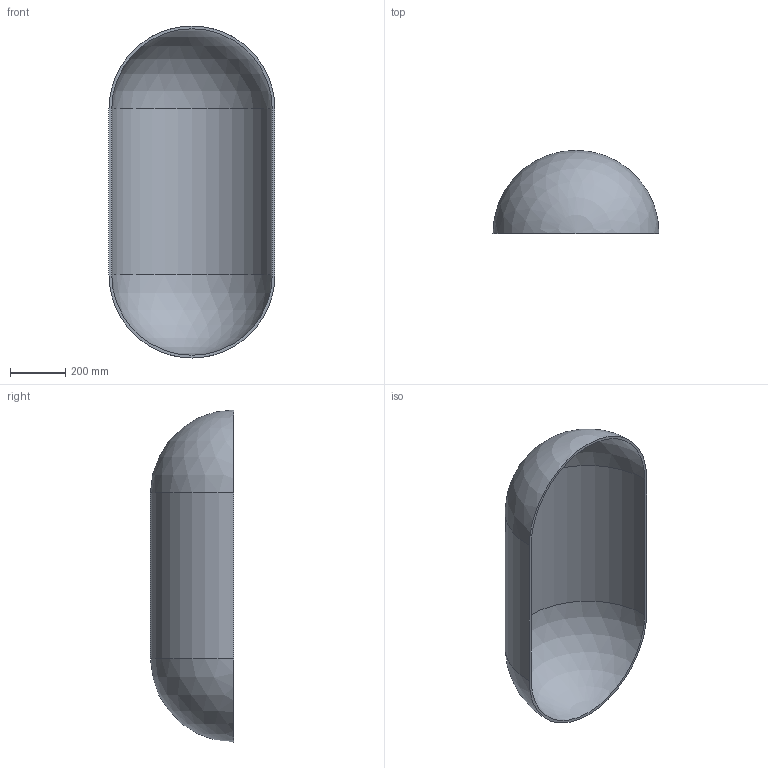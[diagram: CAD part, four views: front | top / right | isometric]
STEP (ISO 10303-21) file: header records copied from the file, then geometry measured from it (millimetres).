
FILE_DESCRIPTION(('Open CASCADE Model'),'2;1');
FILE_NAME('Open CASCADE Shape Model','2021-06-25T14:54:49',('Author'),( 'Open CASCADE'),'Open CASCADE STEP processor 7.4','Open CASCADE 7.4' ,'Unknown');
FILE_SCHEMA(('AUTOMOTIVE_DESIGN { 1 0 10303 214 1 1 1 1 }'));
Length unit declared in the file: millimetre
Products named in the file (5): CQ_assembly; e8b10e00-d5bc-11eb-9c4b-f85ea05b63f0; e8b10e00-d5bc-11eb-9c4b-f85ea05b63f0_part; e8b3c9ec-d5bc-11eb-9c4b-f85ea05b63f0; e8b3c9ec-d5bc-11eb-9c4b-f85ea05b63f0_part
Assembly tree (4 placements, depth 4):
  CQ_assembly
    e8b10e00-d5bc-11eb-9c4b-f85ea05b63f0
      e8b10e00-d5bc-11eb-9c4b-f85ea05b63f0_part
      e8b3c9ec-d5bc-11eb-9c4b-f85ea05b63f0
        e8b3c9ec-d5bc-11eb-9c4b-f85ea05b63f0_part
Bounding box: 600 x 300 x 1200 mm (x, y, z)
Volume: 11029084.6 mm3; surface area: 2236561.8 mm2
Topology: 1 solids, 1 shells, 7 faces, 20 edges, 12 vertices
Faces by surface type: sphere 4, cylinder 2, plane 1
Entity records: 525 total; most frequent: CARTESIAN_POINT 96, DIRECTION 80, ORIENTED_EDGE 32, PCURVE 32, DEFINITIONAL_REPRESENTATION 32, LINE 28, VECTOR 28, AXIS2_PLACEMENT_3D 24
